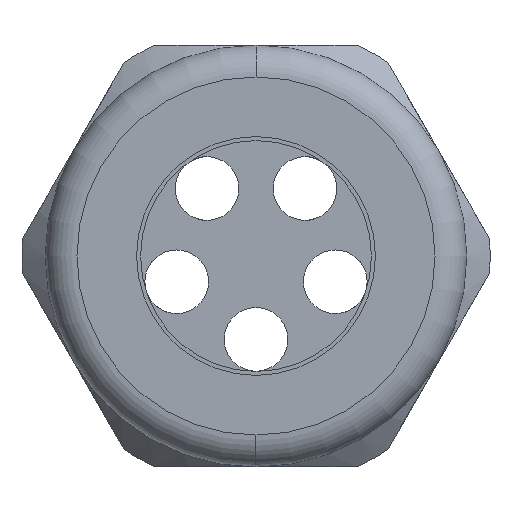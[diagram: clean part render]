
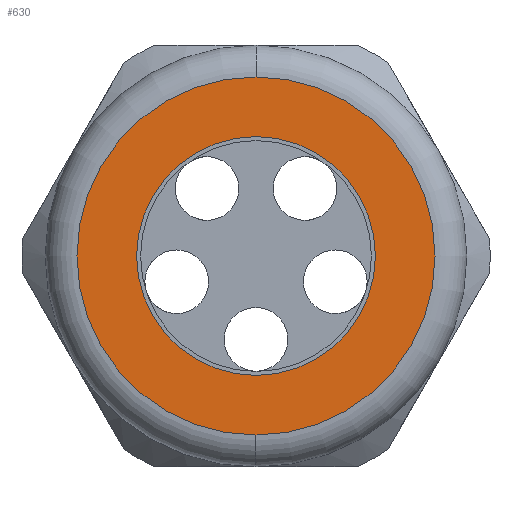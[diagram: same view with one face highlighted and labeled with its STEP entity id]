
A CAD part, left-side view. The second image highlights one B-rep face of the part: STEP entity #630.
In plain terms, the highlighted planar face has unit normal (-1, 0, 0).
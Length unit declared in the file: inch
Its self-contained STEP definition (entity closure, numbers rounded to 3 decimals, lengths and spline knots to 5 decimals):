
#59 = VERTEX_POINT ( 'NONE', #1267 ) ;
#64 = EDGE_CURVE ( 'NONE', #59, #386, #1325, .T. ) ;
#322 = VERTEX_POINT ( 'NONE', #1803 ) ;
#323 = EDGE_CURVE ( 'NONE', #322, #328, #1801, .T. ) ;
#328 = VERTEX_POINT ( 'NONE', #1792 ) ;
#386 = VERTEX_POINT ( 'NONE', #1882 ) ;
#552 = ORIENTED_EDGE ( 'NONE', *, *, #323, .T. ) ;
#553 = ORIENTED_EDGE ( 'NONE', *, *, #554, .T. ) ;
#554 = EDGE_CURVE ( 'NONE', #328, #322, #2257, .T. ) ;
#555 = EDGE_LOOP ( 'NONE', ( #556, #558 ) ) ;
#556 = ORIENTED_EDGE ( 'NONE', *, *, #557, .T. ) ;
#557 = EDGE_CURVE ( 'NONE', #386, #59, #2252, .T. ) ;
#558 = ORIENTED_EDGE ( 'NONE', *, *, #64, .T. ) ;
#630 = ADVANCED_FACE ( 'NONE', ( #2377, #2376 ), #2375, .T. ) ;
#631 = EDGE_LOOP ( 'NONE', ( #552, #553 ) ) ;
#1267 = CARTESIAN_POINT ( 'NONE',  ( -1.41, 0., 0.3 ) ) ;
#1317 = DIRECTION ( 'NONE',  ( 0., 0., -1. ) ) ;
#1318 = DIRECTION ( 'NONE',  ( 1., 0., 0. ) ) ;
#1319 = CARTESIAN_POINT ( 'NONE',  ( -1.41, 0., 0. ) ) ;
#1320 = AXIS2_PLACEMENT_3D ( 'NONE', #1319, #1318, #1317 ) ;
#1325 = CIRCLE ( 'NONE', #1320, 0.3 ) ;
#1792 = CARTESIAN_POINT ( 'NONE',  ( -1.41, 0., -0.45 ) ) ;
#1797 = DIRECTION ( 'NONE',  ( 0., 0., 1. ) ) ;
#1798 = DIRECTION ( 'NONE',  ( -1., 0., 0. ) ) ;
#1799 = CARTESIAN_POINT ( 'NONE',  ( -1.41, 0., 0. ) ) ;
#1800 = AXIS2_PLACEMENT_3D ( 'NONE', #1799, #1798, #1797 ) ;
#1801 = CIRCLE ( 'NONE', #1800, 0.45 ) ;
#1803 = CARTESIAN_POINT ( 'NONE',  ( -1.41, 0., 0.45 ) ) ;
#1882 = CARTESIAN_POINT ( 'NONE',  ( -1.41, 0., -0.3 ) ) ;
#2248 = DIRECTION ( 'NONE',  ( 0., 0., -1. ) ) ;
#2249 = DIRECTION ( 'NONE',  ( 1., 0., 0. ) ) ;
#2250 = CARTESIAN_POINT ( 'NONE',  ( -1.41, 0., 0. ) ) ;
#2251 = AXIS2_PLACEMENT_3D ( 'NONE', #2250, #2249, #2248 ) ;
#2252 = CIRCLE ( 'NONE', #2251, 0.3 ) ;
#2253 = DIRECTION ( 'NONE',  ( 0., 0., 1. ) ) ;
#2254 = DIRECTION ( 'NONE',  ( -1., 0., 0. ) ) ;
#2255 = CARTESIAN_POINT ( 'NONE',  ( -1.41, 0., 0. ) ) ;
#2256 = AXIS2_PLACEMENT_3D ( 'NONE', #2255, #2254, #2253 ) ;
#2257 = CIRCLE ( 'NONE', #2256, 0.45 ) ;
#2371 = DIRECTION ( 'NONE',  ( 0., 0., 1. ) ) ;
#2372 = DIRECTION ( 'NONE',  ( -1., 0., 0. ) ) ;
#2373 = CARTESIAN_POINT ( 'NONE',  ( -1.41, 0.53, 0. ) ) ;
#2374 = AXIS2_PLACEMENT_3D ( 'NONE', #2373, #2372, #2371 ) ;
#2375 = PLANE ( 'NONE',  #2374 ) ;
#2376 = FACE_BOUND ( 'NONE', #555, .T. ) ;
#2377 = FACE_OUTER_BOUND ( 'NONE', #631, .T. ) ;
